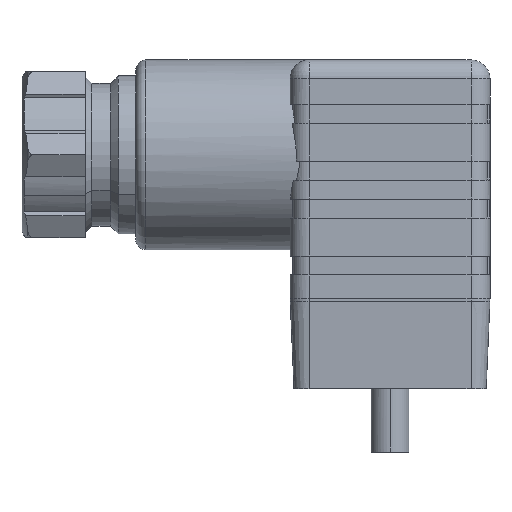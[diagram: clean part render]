
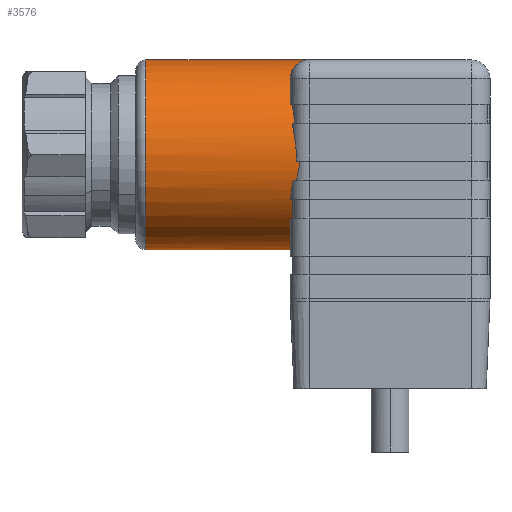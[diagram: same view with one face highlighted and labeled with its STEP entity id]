
A CAD part, left-side view. The second image highlights one B-rep face of the part: STEP entity #3576.
In plain terms, the highlighted cylindrical face has radius 7.5 mm (diameter 15 mm), a partial arc.
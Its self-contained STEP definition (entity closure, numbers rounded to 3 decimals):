
#3436=AXIS2_PLACEMENT_3D('Cylinder Axis2P3D',#3433,#3434,#3435) ;
#3440=AXIS2_PLACEMENT_3D('Circle Axis2P3D',#3438,#3439,$) ;
#3461=AXIS2_PLACEMENT_3D('Circle Axis2P3D',#3459,#3460,$) ;
#3538=AXIS2_PLACEMENT_3D('Circle Axis2P3D',#3536,#3537,$) ;
#3552=AXIS2_PLACEMENT_3D('Circle Axis2P3D',#3550,#3551,$) ;
#2996=CARTESIAN_POINT('Vertex',(7.9,14.3,31.)) ;
#3091=CARTESIAN_POINT('Control Point',(3.4,15.8,29.5)) ;
#3092=CARTESIAN_POINT('Control Point',(3.558,15.8,29.618)) ;
#3093=CARTESIAN_POINT('Control Point',(3.719,15.788,29.731)) ;
#3094=CARTESIAN_POINT('Control Point',(3.883,15.767,29.838)) ;
#3095=CARTESIAN_POINT('Control Point',(4.244,15.704,30.057)) ;
#3096=CARTESIAN_POINT('Control Point',(4.616,15.607,30.248)) ;
#3097=CARTESIAN_POINT('Control Point',(4.821,15.547,30.344)) ;
#3098=CARTESIAN_POINT('Control Point',(5.258,15.406,30.529)) ;
#3099=CARTESIAN_POINT('Control Point',(5.699,15.242,30.676)) ;
#3100=CARTESIAN_POINT('Control Point',(5.936,15.149,30.745)) ;
#3101=CARTESIAN_POINT('Control Point',(6.47,14.931,30.875)) ;
#3102=CARTESIAN_POINT('Control Point',(7.009,14.697,30.956)) ;
#3103=CARTESIAN_POINT('Control Point',(7.301,14.568,30.985)) ;
#3104=CARTESIAN_POINT('Control Point',(7.601,14.434,31.)) ;
#3105=CARTESIAN_POINT('Control Point',(7.9,14.3,31.)) ;
#3106=CARTESIAN_POINT('Vertex',(3.4,15.8,29.5)) ;
#3257=CARTESIAN_POINT('Line Origine',(7.9,28.,16.)) ;
#3261=CARTESIAN_POINT('Vertex',(7.9,27.2,16.)) ;
#3263=CARTESIAN_POINT('Vertex',(7.9,15.8,16.)) ;
#3282=CARTESIAN_POINT('Vertex',(7.9,27.2,31.)) ;
#3285=CARTESIAN_POINT('Line Origine',(7.9,28.,31.)) ;
#3433=CARTESIAN_POINT('Axis2P3D Location',(7.9,28.,23.5)) ;
#3438=CARTESIAN_POINT('Axis2P3D Location',(7.9,27.2,23.5)) ;
#3444=CARTESIAN_POINT('Control Point',(2.31,15.8,18.5)) ;
#3445=CARTESIAN_POINT('Control Point',(3.361,15.8,17.325)) ;
#3446=CARTESIAN_POINT('Control Point',(4.744,15.8,16.443)) ;
#3447=CARTESIAN_POINT('Control Point',(6.323,15.8,16.)) ;
#3448=CARTESIAN_POINT('Control Point',(7.9,15.8,16.)) ;
#3449=CARTESIAN_POINT('Vertex',(2.31,15.8,18.5)) ;
#3452=CARTESIAN_POINT('Line Origine',(2.31,28.,18.5)) ;
#3456=CARTESIAN_POINT('Vertex',(2.31,15.6,18.5)) ;
#3459=CARTESIAN_POINT('Axis2P3D Location',(7.9,15.6,23.5)) ;
#3463=CARTESIAN_POINT('Vertex',(1.5,15.6,19.59)) ;
#3467=CARTESIAN_POINT('Control Point',(1.5,15.6,19.59)) ;
#3468=CARTESIAN_POINT('Control Point',(1.418,15.6,19.724)) ;
#3469=CARTESIAN_POINT('Control Point',(1.34,15.592,19.861)) ;
#3470=CARTESIAN_POINT('Control Point',(1.267,15.579,20.)) ;
#3471=CARTESIAN_POINT('Vertex',(1.267,15.579,20.)) ;
#3474=CARTESIAN_POINT('Line Origine',(1.267,28.,20.)) ;
#3478=CARTESIAN_POINT('Vertex',(1.267,15.782,20.)) ;
#3482=CARTESIAN_POINT('Control Point',(0.672,15.55,21.5)) ;
#3483=CARTESIAN_POINT('Control Point',(0.815,15.645,20.982)) ;
#3484=CARTESIAN_POINT('Control Point',(1.013,15.742,20.482)) ;
#3485=CARTESIAN_POINT('Control Point',(1.267,15.782,20.)) ;
#3486=CARTESIAN_POINT('Vertex',(0.672,15.55,21.5)) ;
#3489=CARTESIAN_POINT('Line Origine',(0.672,28.,21.5)) ;
#3493=CARTESIAN_POINT('Vertex',(0.672,15.302,21.5)) ;
#3497=CARTESIAN_POINT('Control Point',(0.672,15.302,21.5)) ;
#3498=CARTESIAN_POINT('Control Point',(0.537,15.19,21.987)) ;
#3499=CARTESIAN_POINT('Control Point',(0.451,15.07,22.485)) ;
#3500=CARTESIAN_POINT('Control Point',(0.417,15.019,23.)) ;
#3501=CARTESIAN_POINT('Vertex',(0.417,15.019,23.)) ;
#3504=CARTESIAN_POINT('Line Origine',(0.417,28.,23.)) ;
#3508=CARTESIAN_POINT('Vertex',(0.417,15.338,23.)) ;
#3512=CARTESIAN_POINT('Control Point',(0.829,15.642,26.)) ;
#3513=CARTESIAN_POINT('Control Point',(0.626,15.54,25.427)) ;
#3514=CARTESIAN_POINT('Control Point',(0.485,15.423,24.839)) ;
#3515=CARTESIAN_POINT('Control Point',(0.398,15.315,24.244)) ;
#3516=CARTESIAN_POINT('Control Point',(0.376,15.294,23.616)) ;
#3517=CARTESIAN_POINT('Control Point',(0.417,15.338,23.)) ;
#3518=CARTESIAN_POINT('Vertex',(0.829,15.642,26.)) ;
#3521=CARTESIAN_POINT('Line Origine',(0.829,28.,26.)) ;
#3525=CARTESIAN_POINT('Vertex',(0.829,15.413,26.)) ;
#3529=CARTESIAN_POINT('Control Point',(1.5,15.6,27.41)) ;
#3530=CARTESIAN_POINT('Control Point',(1.225,15.6,26.96)) ;
#3531=CARTESIAN_POINT('Control Point',(1.001,15.517,26.487)) ;
#3532=CARTESIAN_POINT('Control Point',(0.829,15.413,26.)) ;
#3533=CARTESIAN_POINT('Vertex',(1.5,15.6,27.41)) ;
#3536=CARTESIAN_POINT('Axis2P3D Location',(7.9,15.6,23.5)) ;
#3540=CARTESIAN_POINT('Vertex',(1.556,15.6,27.5)) ;
#3543=CARTESIAN_POINT('Line Origine',(1.556,28.,27.5)) ;
#3547=CARTESIAN_POINT('Vertex',(1.556,15.8,27.5)) ;
#3550=CARTESIAN_POINT('Axis2P3D Location',(7.9,15.8,23.5)) ;
#3258=DIRECTION('Vector Direction',(0.,-1.,0.)) ;
#3286=DIRECTION('Vector Direction',(0.,-1.,0.)) ;
#3434=DIRECTION('Axis2P3D Direction',(0.,-1.,0.)) ;
#3435=DIRECTION('Axis2P3D XDirection',(0.,0.,1.)) ;
#3439=DIRECTION('Axis2P3D Direction',(0.,-1.,0.)) ;
#3453=DIRECTION('Vector Direction',(0.,-1.,0.)) ;
#3460=DIRECTION('Axis2P3D Direction',(0.,-1.,0.)) ;
#3475=DIRECTION('Vector Direction',(0.,-1.,0.)) ;
#3490=DIRECTION('Vector Direction',(0.,-1.,0.)) ;
#3505=DIRECTION('Vector Direction',(0.,-1.,0.)) ;
#3522=DIRECTION('Vector Direction',(0.,-1.,0.)) ;
#3537=DIRECTION('Axis2P3D Direction',(0.,-1.,0.)) ;
#3544=DIRECTION('Vector Direction',(0.,-1.,0.)) ;
#3551=DIRECTION('Axis2P3D Direction',(0.,-1.,0.)) ;
#3259=VECTOR('Line Direction',#3258,1.) ;
#3287=VECTOR('Line Direction',#3286,1.) ;
#3454=VECTOR('Line Direction',#3453,1.) ;
#3476=VECTOR('Line Direction',#3475,1.) ;
#3491=VECTOR('Line Direction',#3490,1.) ;
#3506=VECTOR('Line Direction',#3505,1.) ;
#3523=VECTOR('Line Direction',#3522,1.) ;
#3545=VECTOR('Line Direction',#3544,1.) ;
#3556=ORIENTED_EDGE('',*,*,#3289,.T.) ;
#3557=ORIENTED_EDGE('',*,*,#3442,.T.) ;
#3558=ORIENTED_EDGE('',*,*,#3265,.T.) ;
#3559=ORIENTED_EDGE('',*,*,#3451,.F.) ;
#3560=ORIENTED_EDGE('',*,*,#3458,.T.) ;
#3561=ORIENTED_EDGE('',*,*,#3465,.T.) ;
#3562=ORIENTED_EDGE('',*,*,#3473,.T.) ;
#3563=ORIENTED_EDGE('',*,*,#3480,.T.) ;
#3564=ORIENTED_EDGE('',*,*,#3488,.F.) ;
#3565=ORIENTED_EDGE('',*,*,#3495,.T.) ;
#3566=ORIENTED_EDGE('',*,*,#3503,.T.) ;
#3567=ORIENTED_EDGE('',*,*,#3510,.T.) ;
#3568=ORIENTED_EDGE('',*,*,#3520,.F.) ;
#3569=ORIENTED_EDGE('',*,*,#3527,.F.) ;
#3570=ORIENTED_EDGE('',*,*,#3535,.F.) ;
#3571=ORIENTED_EDGE('',*,*,#3542,.F.) ;
#3572=ORIENTED_EDGE('',*,*,#3549,.F.) ;
#3573=ORIENTED_EDGE('',*,*,#3554,.F.) ;
#3574=ORIENTED_EDGE('',*,*,#3108,.F.) ;
#3576=ADVANCED_FACE('Hauptkoerper',(#3575),#3437,.T.) ;
#3090=B_SPLINE_CURVE_WITH_KNOTS('',5,(#3091,#3092,#3093,#3094,#3095,#3096,#3097,#3098,#3099,#3100,#3101,#3102,#3103,#3104,#3105),.UNSPECIFIED.,.F.,.U.,(6,3,3,3,6),(0.,1.39,3.025,4.891,7.209),.UNSPECIFIED.) ;
#3443=B_SPLINE_CURVE_WITH_KNOTS('',4,(#3444,#3445,#3446,#3447,#3448),.UNSPECIFIED.,.F.,.U.,(5,5),(-3.154,3.154),.UNSPECIFIED.) ;
#3466=B_SPLINE_CURVE_WITH_KNOTS('',3,(#3467,#3468,#3469,#3470),.UNSPECIFIED.,.F.,.U.,(4,4),(0.,0.668),.UNSPECIFIED.) ;
#3481=B_SPLINE_CURVE_WITH_KNOTS('',3,(#3482,#3483,#3484,#3485),.UNSPECIFIED.,.F.,.U.,(4,4),(0.,2.313),.UNSPECIFIED.) ;
#3496=B_SPLINE_CURVE_WITH_KNOTS('',3,(#3497,#3498,#3499,#3500),.UNSPECIFIED.,.F.,.U.,(4,4),(0.,2.196),.UNSPECIFIED.) ;
#3511=B_SPLINE_CURVE_WITH_KNOTS('',5,(#3512,#3513,#3514,#3515,#3516,#3517),.UNSPECIFIED.,.F.,.U.,(6,6),(0.,4.349),.UNSPECIFIED.) ;
#3528=B_SPLINE_CURVE_WITH_KNOTS('',3,(#3529,#3530,#3531,#3532),.UNSPECIFIED.,.F.,.U.,(4,4),(0.,2.234),.UNSPECIFIED.) ;
#3441=CIRCLE('generated circle',#3440,7.5) ;
#3462=CIRCLE('generated circle',#3461,7.5) ;
#3539=CIRCLE('generated circle',#3538,7.5) ;
#3553=CIRCLE('generated circle',#3552,7.5) ;
#3437=CYLINDRICAL_SURFACE('generated cylinder',#3436,7.5) ;
#3108=EDGE_CURVE('',#2997,#3107,#3090,.F.) ;
#3265=EDGE_CURVE('',#3262,#3264,#3260,.T.) ;
#3289=EDGE_CURVE('',#2997,#3283,#3288,.F.) ;
#3442=EDGE_CURVE('',#3283,#3262,#3441,.T.) ;
#3451=EDGE_CURVE('',#3450,#3264,#3443,.T.) ;
#3458=EDGE_CURVE('',#3450,#3457,#3455,.T.) ;
#3465=EDGE_CURVE('',#3457,#3464,#3462,.F.) ;
#3473=EDGE_CURVE('',#3464,#3472,#3466,.T.) ;
#3480=EDGE_CURVE('',#3472,#3479,#3477,.F.) ;
#3488=EDGE_CURVE('',#3487,#3479,#3481,.T.) ;
#3495=EDGE_CURVE('',#3487,#3494,#3492,.T.) ;
#3503=EDGE_CURVE('',#3494,#3502,#3496,.T.) ;
#3510=EDGE_CURVE('',#3502,#3509,#3507,.F.) ;
#3520=EDGE_CURVE('',#3519,#3509,#3511,.T.) ;
#3527=EDGE_CURVE('',#3526,#3519,#3524,.F.) ;
#3535=EDGE_CURVE('',#3534,#3526,#3528,.T.) ;
#3542=EDGE_CURVE('',#3541,#3534,#3539,.T.) ;
#3549=EDGE_CURVE('',#3548,#3541,#3546,.T.) ;
#3554=EDGE_CURVE('',#3107,#3548,#3553,.T.) ;
#3555=EDGE_LOOP('',(#3556,#3557,#3558,#3559,#3560,#3561,#3562,#3563,#3564,#3565,#3566,#3567,#3568,#3569,#3570,#3571,#3572,#3573,#3574)) ;
#3575=FACE_OUTER_BOUND('',#3555,.T.) ;
#3260=LINE('Line',#3257,#3259) ;
#3288=LINE('Line',#3285,#3287) ;
#3455=LINE('Line',#3452,#3454) ;
#3477=LINE('Line',#3474,#3476) ;
#3492=LINE('Line',#3489,#3491) ;
#3507=LINE('Line',#3504,#3506) ;
#3524=LINE('Line',#3521,#3523) ;
#3546=LINE('Line',#3543,#3545) ;
#2997=VERTEX_POINT('',#2996) ;
#3107=VERTEX_POINT('',#3106) ;
#3262=VERTEX_POINT('',#3261) ;
#3264=VERTEX_POINT('',#3263) ;
#3283=VERTEX_POINT('',#3282) ;
#3450=VERTEX_POINT('',#3449) ;
#3457=VERTEX_POINT('',#3456) ;
#3464=VERTEX_POINT('',#3463) ;
#3472=VERTEX_POINT('',#3471) ;
#3479=VERTEX_POINT('',#3478) ;
#3487=VERTEX_POINT('',#3486) ;
#3494=VERTEX_POINT('',#3493) ;
#3502=VERTEX_POINT('',#3501) ;
#3509=VERTEX_POINT('',#3508) ;
#3519=VERTEX_POINT('',#3518) ;
#3526=VERTEX_POINT('',#3525) ;
#3534=VERTEX_POINT('',#3533) ;
#3541=VERTEX_POINT('',#3540) ;
#3548=VERTEX_POINT('',#3547) ;
